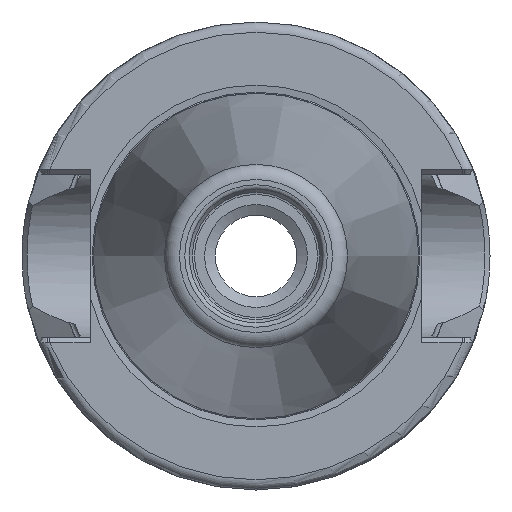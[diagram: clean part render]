
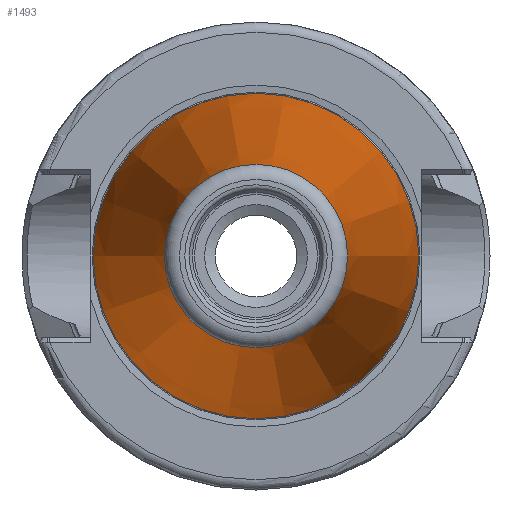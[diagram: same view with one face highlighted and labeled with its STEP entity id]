
A CAD part, left-side view. The second image highlights one B-rep face of the part: STEP entity #1493.
In plain terms, the highlighted conical face has half-angle 8.297 degrees and reference radius 12.502 mm.
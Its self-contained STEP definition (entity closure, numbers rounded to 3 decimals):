
#216=FACE_OUTER_BOUND('',#300,.T.);
#300=EDGE_LOOP('',(#1368,#1369,#1370,#1371,#1372,#1373,#1374));
#373=LINE('',#3231,#444);
#444=VECTOR('',#2080,12.502);
#535=CIRCLE('',#1670,9.004);
#536=CIRCLE('',#1671,9.004);
#537=CIRCLE('',#1672,9.004);
#539=CIRCLE('',#1675,15.999);
#540=CIRCLE('',#1676,15.999);
#696=VERTEX_POINT('',#3219);
#697=VERTEX_POINT('',#3220);
#698=VERTEX_POINT('',#3222);
#699=VERTEX_POINT('',#3227);
#700=VERTEX_POINT('',#3228);
#922=EDGE_CURVE('',#696,#697,#535,.T.);
#923=EDGE_CURVE('',#698,#696,#536,.T.);
#924=EDGE_CURVE('',#697,#698,#537,.T.);
#926=EDGE_CURVE('',#699,#700,#539,.T.);
#927=EDGE_CURVE('',#700,#699,#540,.T.);
#928=EDGE_CURVE('',#700,#698,#373,.T.);
#1368=ORIENTED_EDGE('',*,*,#926,.F.);
#1369=ORIENTED_EDGE('',*,*,#927,.F.);
#1370=ORIENTED_EDGE('',*,*,#928,.T.);
#1371=ORIENTED_EDGE('',*,*,#923,.T.);
#1372=ORIENTED_EDGE('',*,*,#922,.T.);
#1373=ORIENTED_EDGE('',*,*,#924,.T.);
#1374=ORIENTED_EDGE('',*,*,#928,.F.);
#1417=CONICAL_SURFACE('',#1674,12.502,0.145);
#1493=ADVANCED_FACE('',(#216),#1417,.T.);
#1670=AXIS2_PLACEMENT_3D('',#3221,#2066,#2067);
#1671=AXIS2_PLACEMENT_3D('',#3223,#2068,#2069);
#1672=AXIS2_PLACEMENT_3D('',#3224,#2070,#2071);
#1674=AXIS2_PLACEMENT_3D('',#3226,#2074,#2075);
#1675=AXIS2_PLACEMENT_3D('',#3229,#2076,#2077);
#1676=AXIS2_PLACEMENT_3D('',#3230,#2078,#2079);
#2066=DIRECTION('center_axis',(1.,0.,0.));
#2067=DIRECTION('ref_axis',(0.,0.,-1.));
#2068=DIRECTION('center_axis',(1.,0.,0.));
#2069=DIRECTION('ref_axis',(0.,0.,-1.));
#2070=DIRECTION('center_axis',(1.,0.,0.));
#2071=DIRECTION('ref_axis',(0.,0.,-1.));
#2074=DIRECTION('center_axis',(1.,0.,0.));
#2075=DIRECTION('ref_axis',(0.,1.,0.));
#2076=DIRECTION('center_axis',(1.,0.,0.));
#2077=DIRECTION('ref_axis',(0.,0.,-1.));
#2078=DIRECTION('center_axis',(1.,0.,0.));
#2079=DIRECTION('ref_axis',(0.,0.,-1.));
#2080=DIRECTION('',(-0.99,0.144,0.));
#3219=CARTESIAN_POINT('',(-47.116,9.004,0.));
#3220=CARTESIAN_POINT('',(-47.116,0.,9.004));
#3221=CARTESIAN_POINT('Origin',(-47.116,0.,
0.));
#3222=CARTESIAN_POINT('',(-47.116,-9.004,0.));
#3223=CARTESIAN_POINT('Origin',(-47.116,0.,
0.));
#3224=CARTESIAN_POINT('Origin',(-47.116,0.,
0.));
#3226=CARTESIAN_POINT('Origin',(-23.132,0.,
0.));
#3227=CARTESIAN_POINT('',(0.852,15.999,0.));
#3228=CARTESIAN_POINT('',(0.852,-15.999,0.));
#3229=CARTESIAN_POINT('Origin',(0.852,0.,
0.));
#3230=CARTESIAN_POINT('Origin',(0.852,0.,
0.));
#3231=CARTESIAN_POINT('',(-23.132,-12.502,0.));
